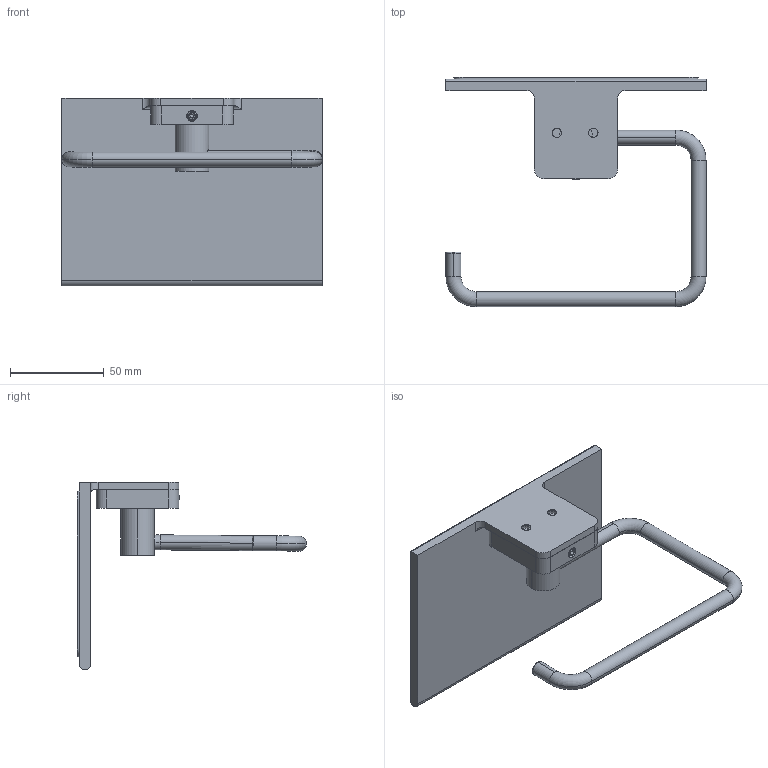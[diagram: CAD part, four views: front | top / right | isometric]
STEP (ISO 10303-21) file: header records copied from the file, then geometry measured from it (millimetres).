
FILE_DESCRIPTION (( 'STEP AP203' ), '1' );
FILE_NAME ('24843A with shelf.STEP', '2023-05-26T12:08:16', ( 'Windows User' ), ( 'P R C' ), 'SwSTEP 2.0', 'SolidWorks 2015', '' );
FILE_SCHEMA (( 'CONFIG_CONTROL_DESIGN' ));
Length unit declared in the file: millimetre
Products named in the file (1): 24843A with shelf
Bounding box: 138.5 x 122 x 100 mm (x, y, z)
Surface area: 59929.1 mm2 (no closed solid volume)
Topology: 0 solids, 9 shells, 87 faces, 260 edges, 179 vertices
Faces by surface type: cylinder 40, plane 29, cone 10, torus 8
Entity records: 3146 total; most frequent: CARTESIAN_POINT 699, DIRECTION 531, ORIENTED_EDGE 436, EDGE_CURVE 258, AXIS2_PLACEMENT_3D 197, VERTEX_POINT 179, VECTOR 137, LINE 137
